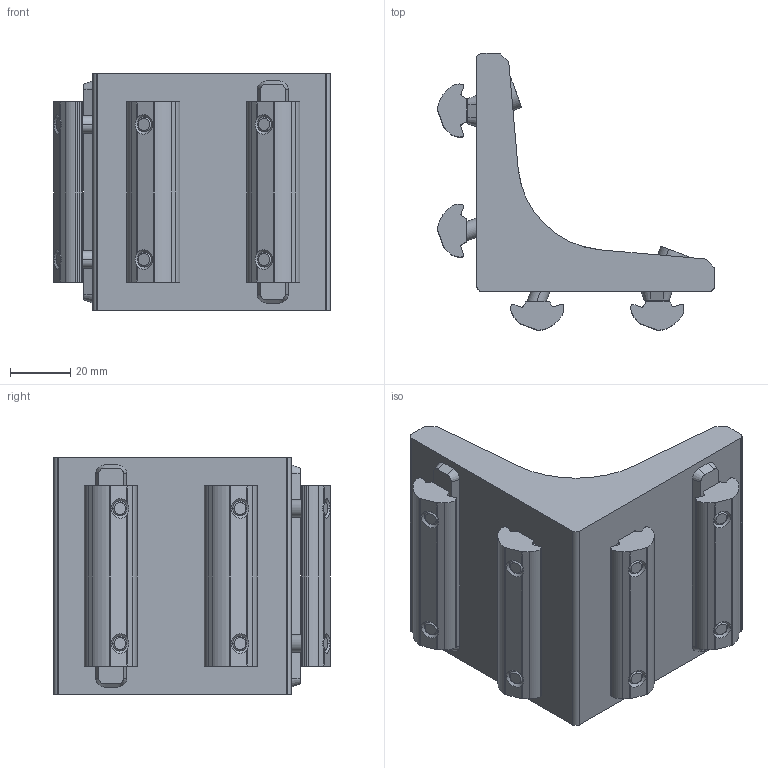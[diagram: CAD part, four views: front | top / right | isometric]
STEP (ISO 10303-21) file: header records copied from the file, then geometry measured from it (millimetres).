
FILE_DESCRIPTION (( 'STEP AP214' ), '1' );
FILE_NAME ('80mm HD Parallel Bracket Kit (40CPB-0541-002-01).STEP', '2023-06-27T12:53:26', ( '' ), ( '' ), 'SwSTEP 2.0', 'SolidWorks 2020', '' );
FILE_SCHEMA (( 'AUTOMOTIVE_DESIGN' ));
Length unit declared in the file: millimetre
Products named in the file (1): 80mm HD Parallel Bracket Kit (40CPB-0541-002-01)
Bounding box: 92.19 x 92.19 x 79 mm (x, y, z)
Volume: 189869.8 mm3; surface area: 51498 mm2
Topology: 13 solids, 13 shells, 432 faces, 1056 edges, 658 vertices
Faces by surface type: cylinder 160, plane 152, cone 88, torus 32
Entity records: 17858 total; most frequent: CARTESIAN_POINT 2703, DIRECTION 2222, ORIENTED_EDGE 2080, EDGE_CURVE 1040, AXIS2_PLACEMENT_3D 833, VERTEX_POINT 658, VECTOR 556, LINE 556
